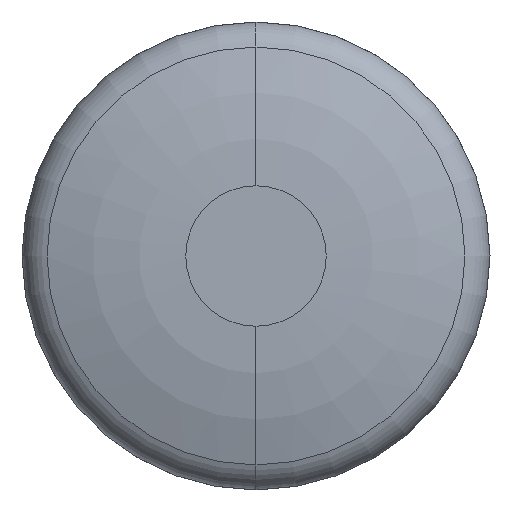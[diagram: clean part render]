
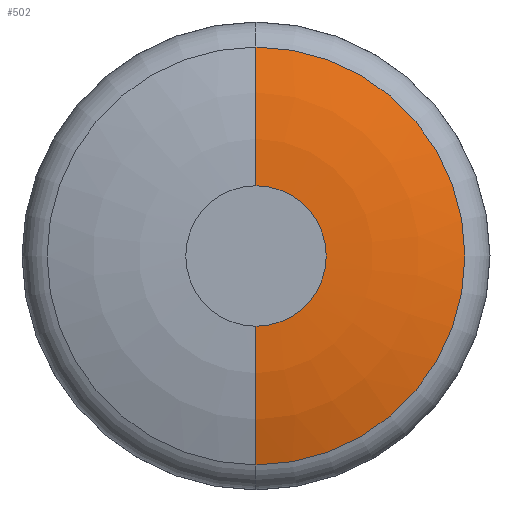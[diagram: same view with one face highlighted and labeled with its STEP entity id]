
A CAD part, front view. The second image highlights one B-rep face of the part: STEP entity #502.
In plain terms, the highlighted toroidal (fillet/blend) face has major radius 0.714 mm and minor radius 4.286 mm.
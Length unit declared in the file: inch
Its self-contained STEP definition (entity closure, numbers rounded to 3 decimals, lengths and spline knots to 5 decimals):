
#20 = CARTESIAN_POINT ( 'NONE',  ( 0., 0.16875, 0. ) ) ;
#33 = CIRCLE ( 'NONE', #432, 0.02812 ) ;
#71 = AXIS2_PLACEMENT_3D ( 'NONE', #413, #95, #456 ) ;
#85 = ORIENTED_EDGE ( 'NONE', *, *, #381, .F. ) ;
#93 = DIRECTION ( 'NONE',  ( 0., 0., -1. ) ) ;
#95 = DIRECTION ( 'NONE',  ( -1., 0., 0. ) ) ;
#103 = DIRECTION ( 'NONE',  ( 0., 0., -1. ) ) ;
#128 = ORIENTED_EDGE ( 'NONE', *, *, #175, .T. ) ;
#164 = TOROIDAL_SURFACE ( 'NONE', #222, 0.02812, 0.16875 ) ;
#175 = EDGE_CURVE ( 'NONE', #415, #235, #421, .T. ) ;
#179 = CARTESIAN_POINT ( 'NONE',  ( 0., 0.00941, 0.08369 ) ) ;
#180 = EDGE_CURVE ( 'NONE', #559, #415, #255, .T. ) ;
#181 = DIRECTION ( 'NONE',  ( 0., 0., -1. ) ) ;
#222 = AXIS2_PLACEMENT_3D ( 'NONE', #20, #383, #103 ) ;
#223 = EDGE_LOOP ( 'NONE', ( #403, #128, #360, #85 ) ) ;
#235 = VERTEX_POINT ( 'NONE', #514 ) ;
#250 = CARTESIAN_POINT ( 'NONE',  ( 0., 0.00941, -0.08369 ) ) ;
#253 = CARTESIAN_POINT ( 'NONE',  ( 0., 0., -0.02812 ) ) ;
#255 = CIRCLE ( 'NONE', #408, 0.08369 ) ;
#263 = AXIS2_PLACEMENT_3D ( 'NONE', #377, #556, #93 ) ;
#318 = VERTEX_POINT ( 'NONE', #253 ) ;
#325 = EDGE_CURVE ( 'NONE', #318, #235, #33, .T. ) ;
#344 = CIRCLE ( 'NONE', #71, 0.16875 ) ;
#360 = ORIENTED_EDGE ( 'NONE', *, *, #325, .F. ) ;
#377 = CARTESIAN_POINT ( 'NONE',  ( 0., 0.16875, 0.02812 ) ) ;
#380 = DIRECTION ( 'NONE',  ( 0., -1., 0. ) ) ;
#381 = EDGE_CURVE ( 'NONE', #559, #318, #344, .T. ) ;
#383 = DIRECTION ( 'NONE',  ( 0., -1., 0. ) ) ;
#387 = CARTESIAN_POINT ( 'NONE',  ( 0., 0., 0. ) ) ;
#403 = ORIENTED_EDGE ( 'NONE', *, *, #180, .T. ) ;
#408 = AXIS2_PLACEMENT_3D ( 'NONE', #474, #380, #181 ) ;
#413 = CARTESIAN_POINT ( 'NONE',  ( 0., 0.16875, -0.02812 ) ) ;
#415 = VERTEX_POINT ( 'NONE', #179 ) ;
#421 = CIRCLE ( 'NONE', #263, 0.16875 ) ;
#432 = AXIS2_PLACEMENT_3D ( 'NONE', #387, #532, #583 ) ;
#456 = DIRECTION ( 'NONE',  ( 0., 0., 1. ) ) ;
#474 = CARTESIAN_POINT ( 'NONE',  ( 0., 0.00941, 0. ) ) ;
#500 = FACE_OUTER_BOUND ( 'NONE', #223, .T. ) ;
#502 = ADVANCED_FACE ( 'NONE', ( #500 ), #164, .T. ) ;
#514 = CARTESIAN_POINT ( 'NONE',  ( 0., 0., 0.02812 ) ) ;
#532 = DIRECTION ( 'NONE',  ( 0., -1., 0. ) ) ;
#556 = DIRECTION ( 'NONE',  ( 1., 0., 0. ) ) ;
#559 = VERTEX_POINT ( 'NONE', #250 ) ;
#583 = DIRECTION ( 'NONE',  ( 0., 0., -1. ) ) ;
